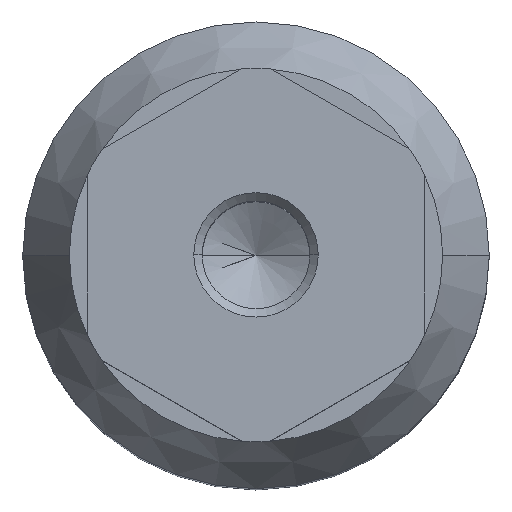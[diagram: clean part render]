
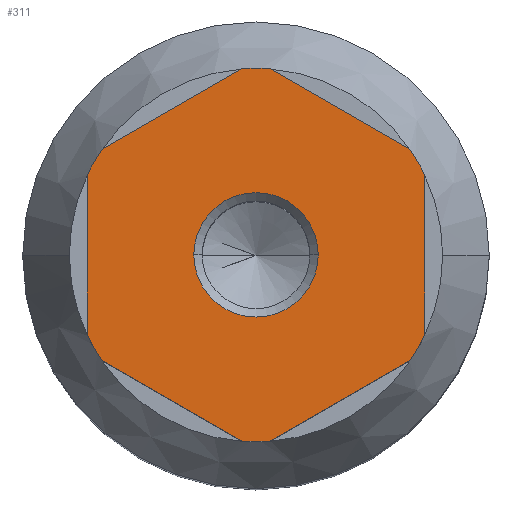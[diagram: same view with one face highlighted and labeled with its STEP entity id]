
A CAD part, top view. The second image highlights one B-rep face of the part: STEP entity #311.
In plain terms, the highlighted planar face has unit normal (0, 0, 1).
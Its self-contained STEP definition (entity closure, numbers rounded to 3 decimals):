
#311=ADVANCED_FACE('',(#771,#772),#773,.T.);
#475=VERTEX_POINT('',#939);
#479=VERTEX_POINT('',#943);
#483=EDGE_CURVE('',#475,#479,#947,.T.);
#485=EDGE_CURVE('',#479,#475,#949,.T.);
#505=VERTEX_POINT('',#969);
#511=VERTEX_POINT('',#975);
#513=EDGE_CURVE('',#511,#505,#977,.T.);
#521=VERTEX_POINT('',#985);
#527=VERTEX_POINT('',#991);
#529=EDGE_CURVE('',#527,#521,#993,.T.);
#551=VERTEX_POINT('',#1015);
#555=VERTEX_POINT('',#1019);
#557=EDGE_CURVE('',#555,#551,#1021,.T.);
#561=VERTEX_POINT('',#1025);
#565=VERTEX_POINT('',#1029);
#567=EDGE_CURVE('',#565,#561,#1031,.T.);
#571=VERTEX_POINT('',#1035);
#575=VERTEX_POINT('',#1039);
#577=EDGE_CURVE('',#575,#571,#1041,.T.);
#581=VERTEX_POINT('',#1045);
#583=EDGE_CURVE('',#581,#575,#1047,.T.);
#587=EDGE_CURVE('',#561,#555,#1051,.T.);
#589=EDGE_CURVE('',#571,#565,#1053,.T.);
#591=EDGE_CURVE('',#551,#527,#1055,.T.);
#595=EDGE_CURVE('',#521,#511,#1059,.T.);
#603=VERTEX_POINT('',#1067);
#607=EDGE_CURVE('',#505,#603,#1071,.T.);
#613=EDGE_CURVE('',#603,#581,#1077,.T.);
#771=FACE_OUTER_BOUND('',#1225,.T.);
#772=FACE_BOUND('',#1226,.T.);
#773=PLANE('',#1227);
#939=CARTESIAN_POINT('',(12.0,0.0,200.0));
#943=CARTESIAN_POINT('',(-12.0,0.,200.0));
#947=CIRCLE('',#1472,12.0);
#949=CIRCLE('',#1475,12.0);
#969=CARTESIAN_POINT('',(29.659,-20.404,200.0));
#975=CARTESIAN_POINT('',(2.841,-35.888,200.0));
#977=LINE('',#1515,#1516);
#985=CARTESIAN_POINT('',(-2.841,-35.888,200.0));
#991=CARTESIAN_POINT('',(-29.659,-20.404,200.0));
#993=LINE('',#1539,#1540);
#1015=CARTESIAN_POINT('',(-32.5,-15.484,200.0));
#1019=CARTESIAN_POINT('',(-32.5,15.484,200.0));
#1021=LINE('',#1584,#1585);
#1025=CARTESIAN_POINT('',(-29.659,20.404,200.0));
#1029=CARTESIAN_POINT('',(-2.841,35.888,200.0));
#1031=LINE('',#1600,#1601);
#1035=CARTESIAN_POINT('',(2.841,35.888,200.0));
#1039=CARTESIAN_POINT('',(29.659,20.404,200.0));
#1041=LINE('',#1616,#1617);
#1045=CARTESIAN_POINT('',(32.5,15.484,200.0));
#1047=CIRCLE('',#1626,36.0);
#1051=CIRCLE('',#1633,36.0);
#1053=CIRCLE('',#1636,36.0);
#1055=CIRCLE('',#1639,36.0);
#1059=CIRCLE('',#1645,36.0);
#1067=CARTESIAN_POINT('',(32.5,-15.484,200.0));
#1071=CIRCLE('',#1662,36.0);
#1077=LINE('',#1672,#1673);
#1225=EDGE_LOOP('',(#2033,#2034,#2035,#2036,#2037,#2038,#2039,#2040,#2041,#2042,#2043,#2044));
#1226=EDGE_LOOP('',(#2045,#2046));
#1227=AXIS2_PLACEMENT_3D('',#2047,#2048,#2049);
#1472=AXIS2_PLACEMENT_3D('',#2148,#2149,#2150);
#1475=AXIS2_PLACEMENT_3D('',#2151,#2152,#2153);
#1515=CARTESIAN_POINT('',(1.349,-36.749,200.0));
#1516=VECTOR('',#2182,10.0);
#1539=CARTESIAN_POINT('',(-31.151,-19.543,200.0));
#1540=VECTOR('',#2186,10.0);
#1584=CARTESIAN_POINT('',(-32.5,25.0,200.0));
#1585=VECTOR('',#2202,10.0);
#1600=CARTESIAN_POINT('',(12.151,44.543,200.0));
#1601=VECTOR('',#2205,10.0);
#1616=CARTESIAN_POINT('',(44.651,11.749,200.0));
#1617=VECTOR('',#2208,10.0);
#1626=AXIS2_PLACEMENT_3D('',#2210,#2211,#2212);
#1633=AXIS2_PLACEMENT_3D('',#2214,#2215,#2216);
#1636=AXIS2_PLACEMENT_3D('',#2217,#2218,#2219);
#1639=AXIS2_PLACEMENT_3D('',#2220,#2221,#2222);
#1645=AXIS2_PLACEMENT_3D('',#2226,#2227,#2228);
#1662=AXIS2_PLACEMENT_3D('',#2236,#2237,#2238);
#1672=CARTESIAN_POINT('',(32.5,-25.0,200.0));
#1673=VECTOR('',#2243,10.0);
#2033=ORIENTED_EDGE('',*,*,#513,.T.);
#2034=ORIENTED_EDGE('',*,*,#607,.T.);
#2035=ORIENTED_EDGE('',*,*,#613,.T.);
#2036=ORIENTED_EDGE('',*,*,#583,.T.);
#2037=ORIENTED_EDGE('',*,*,#577,.T.);
#2038=ORIENTED_EDGE('',*,*,#589,.T.);
#2039=ORIENTED_EDGE('',*,*,#567,.T.);
#2040=ORIENTED_EDGE('',*,*,#587,.T.);
#2041=ORIENTED_EDGE('',*,*,#557,.T.);
#2042=ORIENTED_EDGE('',*,*,#591,.T.);
#2043=ORIENTED_EDGE('',*,*,#529,.T.);
#2044=ORIENTED_EDGE('',*,*,#595,.T.);
#2045=ORIENTED_EDGE('',*,*,#483,.T.);
#2046=ORIENTED_EDGE('',*,*,#485,.T.);
#2047=CARTESIAN_POINT('',(18.0,0.0,200.0));
#2048=DIRECTION('',(0.,0.,1.0));
#2049=DIRECTION('',(1.0,0.,0.0));
#2148=CARTESIAN_POINT('',(0.,0.0,200.0));
#2149=DIRECTION('',(0.,-0.0,-1.0));
#2150=DIRECTION('',(1.0,0.0,0.));
#2151=CARTESIAN_POINT('',(0.,0.0,200.0));
#2152=DIRECTION('',(0.,-0.0,-1.0));
#2153=DIRECTION('',(1.0,0.0,0.));
#2182=DIRECTION('',(0.866,0.5,0.));
#2186=DIRECTION('',(0.866,-0.5,0.));
#2202=DIRECTION('',(0.,-1.0,0.));
#2205=DIRECTION('',(-0.866,-0.5,0.));
#2208=DIRECTION('',(-0.866,0.5,0.));
#2210=CARTESIAN_POINT('',(0.,0.0,200.0));
#2211=DIRECTION('',(0.,0.0,1.0));
#2212=DIRECTION('',(1.0,0.0,0.));
#2214=CARTESIAN_POINT('',(0.,0.0,200.0));
#2215=DIRECTION('',(0.,0.0,1.0));
#2216=DIRECTION('',(1.0,0.0,0.));
#2217=CARTESIAN_POINT('',(0.,0.0,200.0));
#2218=DIRECTION('',(0.,0.0,1.0));
#2219=DIRECTION('',(1.0,0.0,0.));
#2220=CARTESIAN_POINT('',(0.,0.0,200.0));
#2221=DIRECTION('',(0.,0.0,1.0));
#2222=DIRECTION('',(1.0,0.0,0.));
#2226=CARTESIAN_POINT('',(0.,0.0,200.0));
#2227=DIRECTION('',(0.,0.0,1.0));
#2228=DIRECTION('',(1.0,0.0,0.));
#2236=CARTESIAN_POINT('',(0.,0.0,200.0));
#2237=DIRECTION('',(0.,0.0,1.0));
#2238=DIRECTION('',(1.0,0.0,0.));
#2243=DIRECTION('',(0.,1.0,0.));
